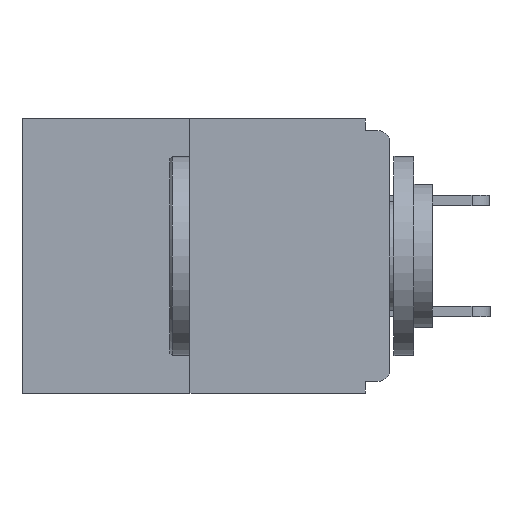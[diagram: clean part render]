
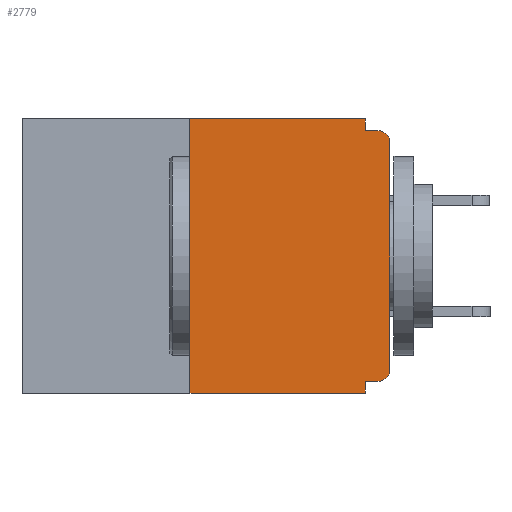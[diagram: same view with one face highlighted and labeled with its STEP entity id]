
A CAD part, left-side view. The second image highlights one B-rep face of the part: STEP entity #2779.
In plain terms, the highlighted planar face has unit normal (-1, 0, 0).
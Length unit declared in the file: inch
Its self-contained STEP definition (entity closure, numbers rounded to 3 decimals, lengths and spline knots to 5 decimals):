
#95 = VERTEX_POINT ( 'NONE', #3451 ) ;
#96 = LINE ( 'NONE', #8523, #646 ) ;
#246 = ORIENTED_EDGE ( 'NONE', *, *, #16990, .F. ) ;
#646 = VECTOR ( 'NONE', #17508, 39.37008 ) ;
#919 = LINE ( 'NONE', #22288, #14924 ) ;
#1180 = DIRECTION ( 'NONE',  ( 0., 0., -1. ) ) ;
#1186 = VECTOR ( 'NONE', #15005, 39.37008 ) ;
#1271 = AXIS2_PLACEMENT_3D ( 'NONE', #21967, #18682, #16732 ) ;
#1325 = CARTESIAN_POINT ( 'NONE',  ( 0., 0.015, -0.328 ) ) ;
#1374 = EDGE_CURVE ( 'NONE', #21685, #22110, #919, .T. ) ;
#1532 = VERTEX_POINT ( 'NONE', #14199 ) ;
#1645 = EDGE_CURVE ( 'NONE', #6812, #1532, #12977, .T. ) ;
#2044 = DIRECTION ( 'NONE',  ( 0., -1., 0. ) ) ;
#2512 = DIRECTION ( 'NONE',  ( 0., 0., -1. ) ) ;
#2779 = ADVANCED_FACE ( 'NONE', ( #18255 ), #20359, .F. ) ;
#2862 = CARTESIAN_POINT ( 'NONE',  ( 0., 0.25, 0. ) ) ;
#3084 = DIRECTION ( 'NONE',  ( 0., 1., 0. ) ) ;
#3120 = LINE ( 'NONE', #9470, #15277 ) ;
#3141 = ORIENTED_EDGE ( 'NONE', *, *, #7051, .T. ) ;
#3310 = LINE ( 'NONE', #2862, #1186 ) ;
#3451 = CARTESIAN_POINT ( 'NONE',  ( 0., 0.25, 0. ) ) ;
#3528 = CIRCLE ( 'NONE', #17795, 0.015 ) ;
#3573 = VERTEX_POINT ( 'NONE', #20838 ) ;
#4013 = ORIENTED_EDGE ( 'NONE', *, *, #14322, .F. ) ;
#4023 = CARTESIAN_POINT ( 'NONE',  ( 0., 0., 0. ) ) ;
#4324 = VECTOR ( 'NONE', #1180, 39.37008 ) ;
#4745 = EDGE_CURVE ( 'NONE', #1532, #16088, #3528, .T. ) ;
#4804 = CARTESIAN_POINT ( 'NONE',  ( 0., 0.015, -0.03 ) ) ;
#4838 = CARTESIAN_POINT ( 'NONE',  ( 0., 0.015, -0.015 ) ) ;
#4960 = EDGE_CURVE ( 'NONE', #3573, #5207, #12427, .T. ) ;
#5207 = VERTEX_POINT ( 'NONE', #14300 ) ;
#5284 = CARTESIAN_POINT ( 'NONE',  ( 0., 0.031, -0.015 ) ) ;
#5365 = LINE ( 'NONE', #13288, #4324 ) ;
#6096 = ORIENTED_EDGE ( 'NONE', *, *, #15891, .F. ) ;
#6344 = ORIENTED_EDGE ( 'NONE', *, *, #15430, .F. ) ;
#6597 = CARTESIAN_POINT ( 'NONE',  ( 0., 0.031, -0.328 ) ) ;
#6812 = VERTEX_POINT ( 'NONE', #19530 ) ;
#7051 = EDGE_CURVE ( 'NONE', #21685, #6812, #8804, .T. ) ;
#7229 = ORIENTED_EDGE ( 'NONE', *, *, #9913, .F. ) ;
#7355 = CARTESIAN_POINT ( 'NONE',  ( 0., 0.46, 0. ) ) ;
#7845 = VECTOR ( 'NONE', #16110, 39.37008 ) ;
#8250 = DIRECTION ( 'NONE',  ( -1., 0., 0. ) ) ;
#8523 = CARTESIAN_POINT ( 'NONE',  ( 0., 0., -0.015 ) ) ;
#8804 = CIRCLE ( 'NONE', #13880, 0.015 ) ;
#9001 = ORIENTED_EDGE ( 'NONE', *, *, #1374, .F. ) ;
#9470 = CARTESIAN_POINT ( 'NONE',  ( 0., 0.031, 0. ) ) ;
#9760 = DIRECTION ( 'NONE',  ( 0., -1., 0. ) ) ;
#9913 = EDGE_CURVE ( 'NONE', #22110, #5207, #5365, .T. ) ;
#10299 = DIRECTION ( 'NONE',  ( 0., 0., -1. ) ) ;
#10488 = DIRECTION ( 'NONE',  ( 0., 0., -1. ) ) ;
#12238 = DIRECTION ( 'NONE',  ( -1., 0., 0. ) ) ;
#12337 = ORIENTED_EDGE ( 'NONE', *, *, #4960, .T. ) ;
#12427 = LINE ( 'NONE', #20158, #19767 ) ;
#12977 = LINE ( 'NONE', #4023, #7845 ) ;
#13029 = ORIENTED_EDGE ( 'NONE', *, *, #1645, .T. ) ;
#13288 = CARTESIAN_POINT ( 'NONE',  ( 0., 0.031, -0.343 ) ) ;
#13291 = CARTESIAN_POINT ( 'NONE',  ( 0., 0.031, 0. ) ) ;
#13880 = AXIS2_PLACEMENT_3D ( 'NONE', #14119, #12238, #10488 ) ;
#14119 = CARTESIAN_POINT ( 'NONE',  ( 0., 0.015, -0.313 ) ) ;
#14190 = EDGE_LOOP ( 'NONE', ( #6096, #4013, #12337, #7229, #9001, #3141, #13029, #21473, #246, #6344 ) ) ;
#14199 = CARTESIAN_POINT ( 'NONE',  ( 0., 0., -0.03 ) ) ;
#14300 = CARTESIAN_POINT ( 'NONE',  ( 0., 0.031, -0.343 ) ) ;
#14322 = EDGE_CURVE ( 'NONE', #3573, #95, #3310, .T. ) ;
#14578 = VERTEX_POINT ( 'NONE', #5284 ) ;
#14924 = VECTOR ( 'NONE', #3084, 39.37008 ) ;
#15005 = DIRECTION ( 'NONE',  ( 0., 0., 1. ) ) ;
#15277 = VECTOR ( 'NONE', #2512, 39.37008 ) ;
#15430 = EDGE_CURVE ( 'NONE', #18862, #14578, #3120, .T. ) ;
#15891 = EDGE_CURVE ( 'NONE', #95, #18862, #16078, .T. ) ;
#16078 = LINE ( 'NONE', #7355, #19601 ) ;
#16088 = VERTEX_POINT ( 'NONE', #4838 ) ;
#16110 = DIRECTION ( 'NONE',  ( 0., 0., 1. ) ) ;
#16732 = DIRECTION ( 'NONE',  ( 0., 0., -1. ) ) ;
#16990 = EDGE_CURVE ( 'NONE', #14578, #16088, #96, .T. ) ;
#17508 = DIRECTION ( 'NONE',  ( 0., -1., 0. ) ) ;
#17795 = AXIS2_PLACEMENT_3D ( 'NONE', #4804, #8250, #10299 ) ;
#18255 = FACE_OUTER_BOUND ( 'NONE', #14190, .T. ) ;
#18682 = DIRECTION ( 'NONE',  ( 1., 0., 0. ) ) ;
#18862 = VERTEX_POINT ( 'NONE', #13291 ) ;
#19530 = CARTESIAN_POINT ( 'NONE',  ( 0., 0., -0.313 ) ) ;
#19601 = VECTOR ( 'NONE', #2044, 39.37008 ) ;
#19767 = VECTOR ( 'NONE', #9760, 39.37008 ) ;
#20158 = CARTESIAN_POINT ( 'NONE',  ( 0., 0.46, -0.343 ) ) ;
#20359 = PLANE ( 'NONE',  #1271 ) ;
#20838 = CARTESIAN_POINT ( 'NONE',  ( 0., 0.25, -0.343 ) ) ;
#21473 = ORIENTED_EDGE ( 'NONE', *, *, #4745, .T. ) ;
#21685 = VERTEX_POINT ( 'NONE', #1325 ) ;
#21967 = CARTESIAN_POINT ( 'NONE',  ( 0., 0.46, 0. ) ) ;
#22110 = VERTEX_POINT ( 'NONE', #6597 ) ;
#22288 = CARTESIAN_POINT ( 'NONE',  ( 0., 0., -0.328 ) ) ;
